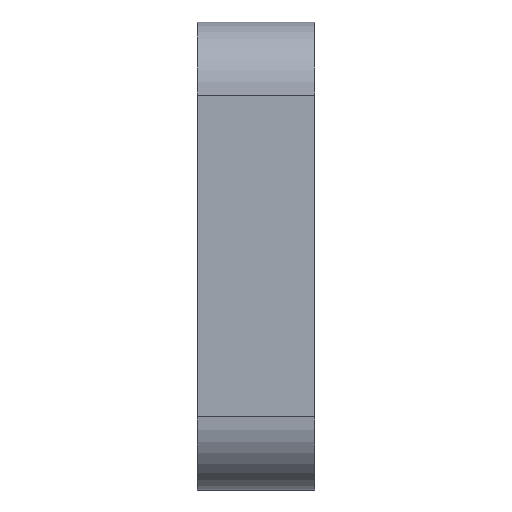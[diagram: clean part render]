
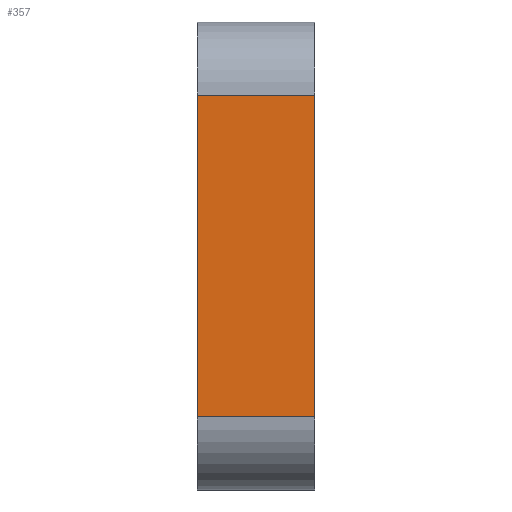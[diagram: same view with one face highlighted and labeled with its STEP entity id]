
A CAD part, left-side view. The second image highlights one B-rep face of the part: STEP entity #357.
In plain terms, the highlighted planar face has unit normal (-1, 0, 0).
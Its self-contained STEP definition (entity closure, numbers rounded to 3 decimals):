
#8 = VERTEX_POINT ( 'NONE', #70 ) ;
#13 = CARTESIAN_POINT ( 'NONE',  ( -25., 8., -16. ) ) ;
#21 = DIRECTION ( 'NONE',  ( 0., 0., 1. ) ) ;
#24 = DIRECTION ( 'NONE',  ( 1., 0., 0. ) ) ;
#61 = AXIS2_PLACEMENT_3D ( 'NONE', #421, #24, #574 ) ;
#70 = CARTESIAN_POINT ( 'NONE',  ( -25., 0., -11. ) ) ;
#80 = CARTESIAN_POINT ( 'NONE',  ( -25., 8., 11. ) ) ;
#154 = LINE ( 'NONE', #360, #720 ) ;
#155 = VECTOR ( 'NONE', #804, 1000. ) ;
#183 = VECTOR ( 'NONE', #438, 1000. ) ;
#199 = VERTEX_POINT ( 'NONE', #595 ) ;
#221 = EDGE_LOOP ( 'NONE', ( #251, #810, #689, #690 ) ) ;
#251 = ORIENTED_EDGE ( 'NONE', *, *, #385, .F. ) ;
#277 = CARTESIAN_POINT ( 'NONE',  ( -25., 8., 11. ) ) ;
#332 = DIRECTION ( 'NONE',  ( 0., -1., 0. ) ) ;
#357 = ADVANCED_FACE ( 'NONE', ( #560 ), #636, .F. ) ;
#360 = CARTESIAN_POINT ( 'NONE',  ( -25., 0., -16. ) ) ;
#385 = EDGE_CURVE ( 'NONE', #199, #883, #423, .T. ) ;
#397 = CARTESIAN_POINT ( 'NONE',  ( -25., 8., -11. ) ) ;
#400 = EDGE_CURVE ( 'NONE', #8, #757, #154, .T. ) ;
#421 = CARTESIAN_POINT ( 'NONE',  ( -25., 8., -16. ) ) ;
#423 = LINE ( 'NONE', #13, #183 ) ;
#438 = DIRECTION ( 'NONE',  ( 0., 0., 1. ) ) ;
#534 = LINE ( 'NONE', #277, #155 ) ;
#560 = FACE_OUTER_BOUND ( 'NONE', #221, .T. ) ;
#574 = DIRECTION ( 'NONE',  ( 0., 0., -1. ) ) ;
#595 = CARTESIAN_POINT ( 'NONE',  ( -25., 8., -11. ) ) ;
#636 = PLANE ( 'NONE',  #61 ) ;
#689 = ORIENTED_EDGE ( 'NONE', *, *, #400, .T. ) ;
#690 = ORIENTED_EDGE ( 'NONE', *, *, #782, .T. ) ;
#720 = VECTOR ( 'NONE', #21, 1000. ) ;
#731 = CARTESIAN_POINT ( 'NONE',  ( -25., 0., 11. ) ) ;
#757 = VERTEX_POINT ( 'NONE', #731 ) ;
#763 = EDGE_CURVE ( 'NONE', #199, #8, #801, .T. ) ;
#782 = EDGE_CURVE ( 'NONE', #757, #883, #534, .T. ) ;
#801 = LINE ( 'NONE', #397, #880 ) ;
#804 = DIRECTION ( 'NONE',  ( 0., 1., 0. ) ) ;
#810 = ORIENTED_EDGE ( 'NONE', *, *, #763, .T. ) ;
#880 = VECTOR ( 'NONE', #332, 1000. ) ;
#883 = VERTEX_POINT ( 'NONE', #80 ) ;
